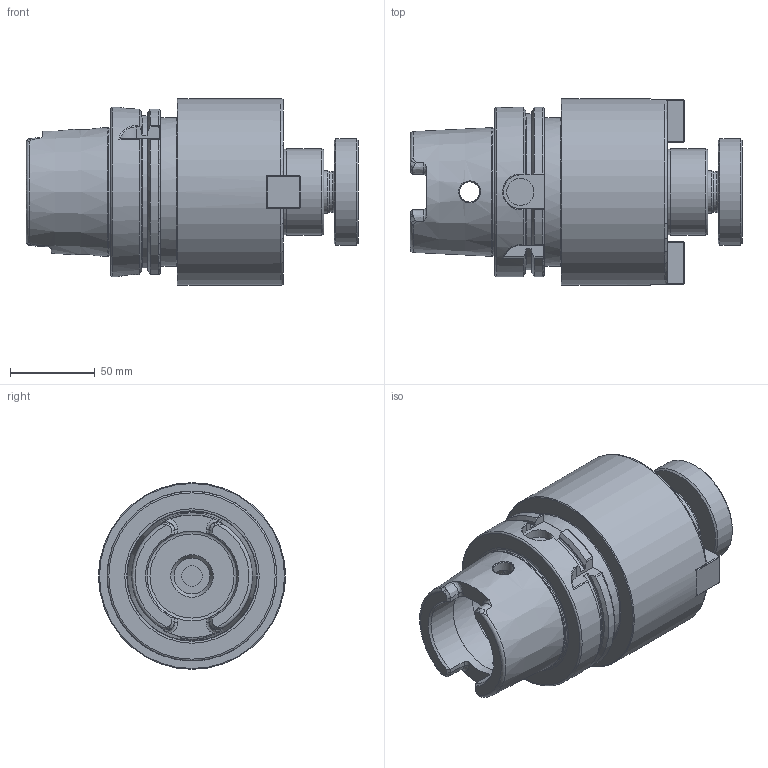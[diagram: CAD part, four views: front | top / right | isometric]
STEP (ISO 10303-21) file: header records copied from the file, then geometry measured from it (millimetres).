
FILE_DESCRIPTION(/* description */ (''),/* implementation_level */ '2;1');
FILE_NAME(/* name */ 'HSK100A-SM200-0400.stp',/* time_stamp */ '2019-07-25T09:23:29-05:00',/* author */ ('ldfli'),/* organization */ ('Pioneer N.A.'),/* preprocessor_version */ 'ST-DEVELOPER v18',/* originating_system */ 'Autodesk Inventor LT',/* authorisation */ '');
FILE_SCHEMA (('AUTOMOTIVE_DESIGN { 1 0 10303 214 3 1 1 }'));
Length unit declared in the file: millimetre
Products named in the file (1): HSK100A-SM200-0400
Bounding box: 195.6 x 110 x 110 mm (x, y, z)
Volume: 993982.2 mm3; surface area: 114670.6 mm2
Topology: 4 solids, 4 shells, 299 faces, 776 edges, 505 vertices
Faces by surface type: plane 154, cylinder 48, bspline 46, torus 26, cone 25
Full cylindrical faces by diameter (mm): 6.647 x2, 8 x2, 8.5 x2, 10 x1, 12 x3, 13 x2, 14 x2, 16 x1, 21 x1, 23.444 x1, 23.876 x1, 25.4 x1, 26 x1, 38 x1, 50.3 x1, 50.8 x1, 53 x2, 63 x2, 75.519 x1, 87.7 x1, 100 x1, 110 x1
Entity records: 12215 total; most frequent: CARTESIAN_POINT 5086, ORIENTED_EDGE 1552, DIRECTION 1369, EDGE_CURVE 776, VERTEX_POINT 507, AXIS2_PLACEMENT_3D 502, LINE 365, VECTOR 365
